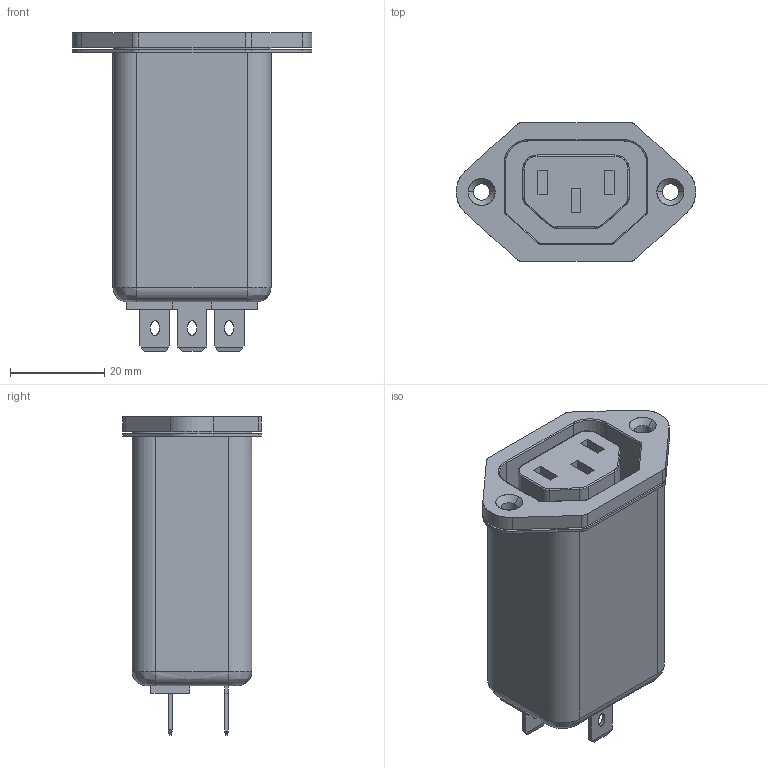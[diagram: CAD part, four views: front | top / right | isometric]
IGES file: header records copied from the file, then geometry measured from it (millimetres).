
Start section: SolidWorks IGES file using analytic representation for surfaces
Global section: file name: 83550040.IGS; native system: SolidWorks 2007; preprocessor: SolidWorks 2007; author: rmarsh; date: 070727.132807; units: millimetre
Bounding box: 50.8 x 29.4 x 67.5 mm (x, y, z)
Surface area: 13643 mm2 (no closed solid volume)
Topology: 0 solids, 0 shells, 179 faces, 1652 edges, 1652 vertices
Faces by surface type: bspline 117, revolution 62
